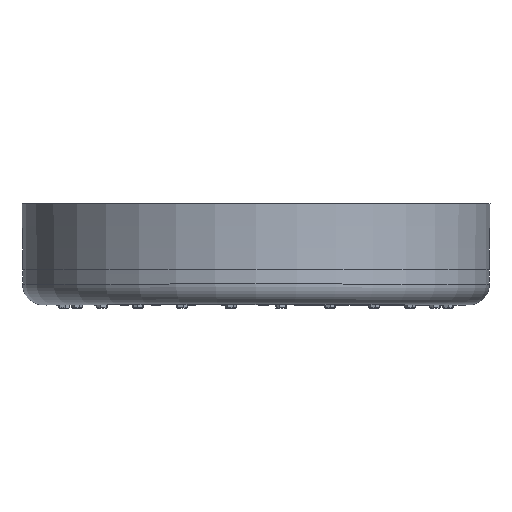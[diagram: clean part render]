
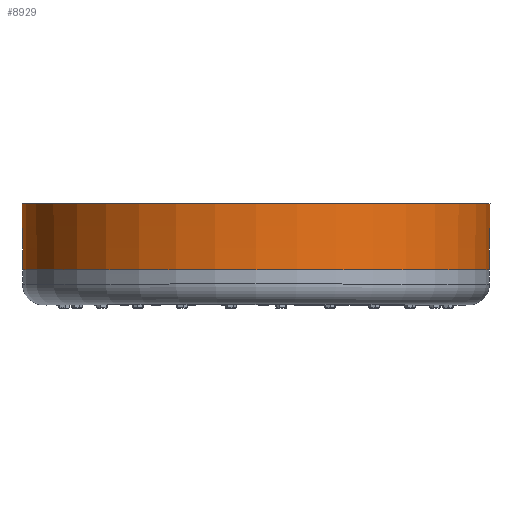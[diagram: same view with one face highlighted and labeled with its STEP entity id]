
A CAD part, top view. The second image highlights one B-rep face of the part: STEP entity #8929.
In plain terms, the highlighted toroidal (fillet/blend) face has major radius 5319 mm and minor radius 5000 mm.
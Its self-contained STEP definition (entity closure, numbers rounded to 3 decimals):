
#1566 = DIRECTION ( 'NONE',  ( 0., 1., 0. ) ) ;
#1582 = CARTESIAN_POINT ( 'NONE',  ( 0., 35.878, 0. ) ) ;
#1596 = DIRECTION ( 'NONE',  ( -1., 0., 0. ) ) ;
#1901 = VERTEX_POINT ( 'NONE', #19935 ) ;
#1902 = VERTEX_POINT ( 'NONE', #20048 ) ;
#1903 = VERTEX_POINT ( 'NONE', #20045 ) ;
#1904 = VERTEX_POINT ( 'NONE', #20043 ) ;
#2610 = CARTESIAN_POINT ( 'NONE',  ( 0., 35.878, 0. ) ) ;
#3086 = DIRECTION ( 'NONE',  ( 0., 1., 0. ) ) ;
#3087 = DIRECTION ( 'NONE',  ( -1., 0., 0. ) ) ;
#3120 = CARTESIAN_POINT ( 'NONE',  ( -5318.997, 35.878, 0. ) ) ;
#3205 = DIRECTION ( 'NONE',  ( 0., 0., -1. ) ) ;
#3206 = DIRECTION ( 'NONE',  ( 0., -1., 0. ) ) ;
#3220 = DIRECTION ( 'NONE',  ( 0., 0., -1. ) ) ;
#3221 = DIRECTION ( 'NONE',  ( -1., 0., 0. ) ) ;
#3522 = CARTESIAN_POINT ( 'NONE',  ( 0., 126., 0. ) ) ;
#6198 = CIRCLE ( 'NONE', #18068, 5000. ) ;
#6273 = CIRCLE ( 'NONE', #18122, 5000. ) ;
#6277 = CIRCLE ( 'NONE', #18125, 319.81 ) ;
#6292 = CIRCLE ( 'NONE', #18135, 318.997 ) ;
#7922 = CARTESIAN_POINT ( 'NONE',  ( 5318.997, 35.878, 0. ) ) ;
#7931 = DIRECTION ( 'NONE',  ( 1., 0., 0. ) ) ;
#7932 = DIRECTION ( 'NONE',  ( 0., 0., 1. ) ) ;
#8929 = ADVANCED_FACE ( 'NONE', ( #19020 ), #19019, .F. ) ;
#13331 = ORIENTED_EDGE ( 'NONE', *, *, #15053, .T. ) ;
#13510 = ORIENTED_EDGE ( 'NONE', *, *, #15075, .T. ) ;
#13511 = ORIENTED_EDGE ( 'NONE', *, *, #15057, .T. ) ;
#13532 = ORIENTED_EDGE ( 'NONE', *, *, #14972, .F. ) ;
#14972 = EDGE_CURVE ( 'NONE', #1904, #1903, #6198, .T. ) ;
#15053 = EDGE_CURVE ( 'NONE', #1901, #1902, #6273, .T. ) ;
#15057 = EDGE_CURVE ( 'NONE', #1904, #1901, #6277, .T. ) ;
#15075 = EDGE_CURVE ( 'NONE', #1902, #1903, #6292, .T. ) ;
#17152 = EDGE_LOOP ( 'NONE', ( #13331, #13510, #13532, #13511 ) ) ;
#17706 = AXIS2_PLACEMENT_3D ( 'NONE', #1582, #1566, #1596 ) ;
#18068 = AXIS2_PLACEMENT_3D ( 'NONE', #7922, #7932, #7931 ) ;
#18122 = AXIS2_PLACEMENT_3D ( 'NONE', #3120, #3220, #3221 ) ;
#18125 = AXIS2_PLACEMENT_3D ( 'NONE', #3522, #3206, #3205 ) ;
#18135 = AXIS2_PLACEMENT_3D ( 'NONE', #2610, #3086, #3087 ) ;
#19019 = TOROIDAL_SURFACE ( 'NONE', #17706, 5318.997, 5000. ) ;
#19020 = FACE_OUTER_BOUND ( 'NONE', #17152, .T. ) ;
#19935 = CARTESIAN_POINT ( 'NONE',  ( -319.81, 126., 0. ) ) ;
#20043 = CARTESIAN_POINT ( 'NONE',  ( 319.81, 126., 0. ) ) ;
#20045 = CARTESIAN_POINT ( 'NONE',  ( 318.997, 35.878, 0. ) ) ;
#20048 = CARTESIAN_POINT ( 'NONE',  ( -318.997, 35.878, 0. ) ) ;
